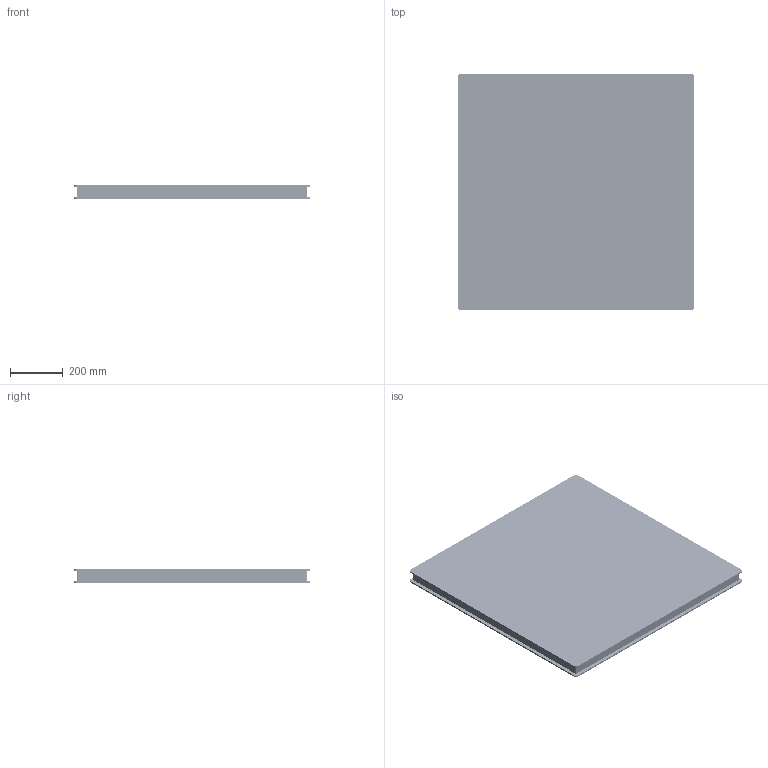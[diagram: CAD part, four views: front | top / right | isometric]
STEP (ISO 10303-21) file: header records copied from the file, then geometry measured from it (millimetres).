
FILE_DESCRIPTION (( 'STEP AP203' ), '1' );
FILE_NAME ('516057.STEP', '2024-06-19T01:45:05', ( '' ), ( '' ), 'SwSTEP 2.0', 'SolidWorks 2020', '' );
FILE_SCHEMA (( 'CONFIG_CONTROL_DESIGN' ));
Products named in the file (1): 516057
Bounding box: 900 x 900 x 50 mm (x, y, z)
Volume: 38554272.3 mm3; surface area: 2011272.9 mm2
Topology: 1 solids, 1 shells, 3528 faces, 7104 edges, 4736 vertices
Faces by surface type: cylinder 2328, plane 1200
Entity records: 94481 total; most frequent: DIRECTION 18818, CARTESIAN_POINT 15369, ORIENTED_EDGE 14208, AXIS2_PLACEMENT_3D 8185, EDGE_CURVE 7104, VERTEX_POINT 4736, EDGE_LOOP 4686, CIRCLE 4656
